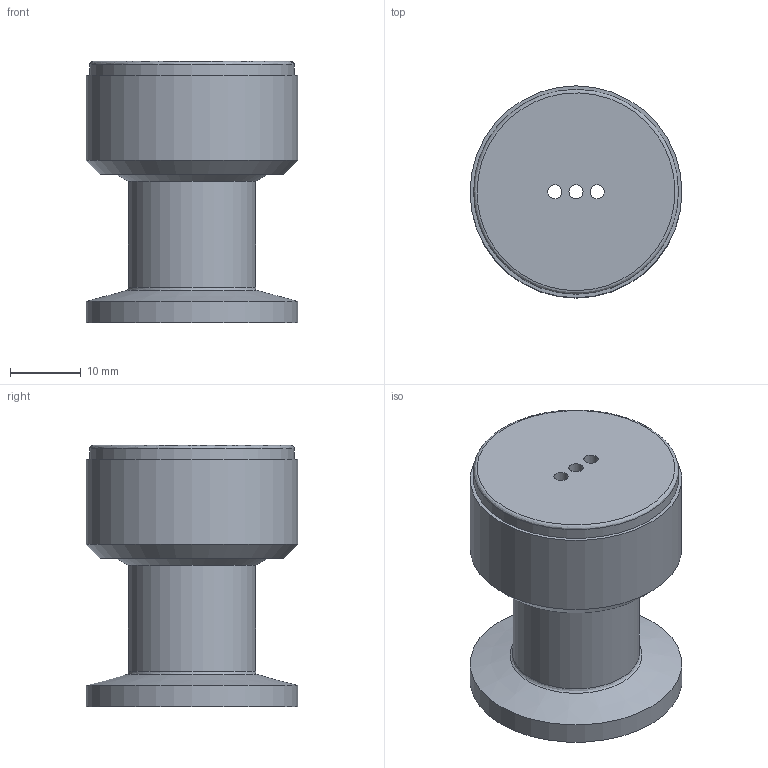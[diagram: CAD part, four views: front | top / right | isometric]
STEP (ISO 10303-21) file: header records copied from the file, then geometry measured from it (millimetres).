
FILE_DESCRIPTION (( 'STEP AP214' ), '1' );
FILE_NAME ('PTC3X1.5KF10 FULLVAC.STEP', '2021-03-15T09:30:37', ( '' ), ( '' ), 'SwSTEP 2.0', 'SolidWorks 2017', '' );
FILE_SCHEMA (( 'AUTOMOTIVE_DESIGN' ));
Length unit declared in the file: millimetre
Products named in the file (3): PTC3X1.5KF10 FULLVAC; 2^PTC3X1.5KF10 FULLVAC; 1^PTC3X1.5KF10 FULLVAC
Assembly tree (2 placements, depth 2):
  PTC3X1.5KF10 FULLVAC
    1^PTC3X1.5KF10 FULLVAC
    2^PTC3X1.5KF10 FULLVAC
Bounding box: 30 x 30 x 37 mm (x, y, z)
Volume: 10828.5 mm3; surface area: 8486.2 mm2
Topology: 2 solids, 2 shells, 29 faces, 57 edges, 36 vertices
Faces by surface type: cylinder 13, plane 8, cone 6, bspline 2
Full cylindrical faces by diameter (mm): 2 x3, 11 x1, 12.2 x1, 16.5 x1, 18 x1, 22 x2, 24 x1, 29 x1, 30 x2
Entity records: 789 total; most frequent: CARTESIAN_POINT 156, DIRECTION 124, ORIENTED_EDGE 62, EDGE_LOOP 62, AXIS2_PLACEMENT_3D 62, FACE_OUTER_BOUND 44, VERTEX_POINT 31, EDGE_CURVE 31
